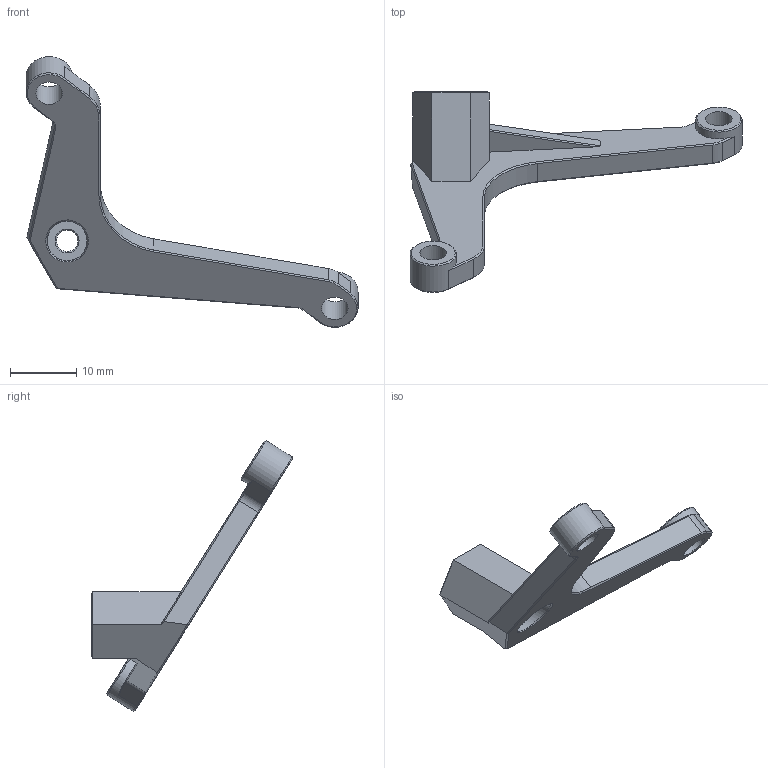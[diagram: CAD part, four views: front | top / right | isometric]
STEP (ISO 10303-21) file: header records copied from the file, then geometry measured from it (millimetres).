
FILE_DESCRIPTION(/* description */ (''),/* implementation_level */ '2;1');
FILE_NAME(/* name */ 'fan-support.step',/* time_stamp */ '2023-01-14T09:44:28+07:00',/* author */ (''),/* organization */ (''),/* preprocessor_version */ 'ST-DEVELOPER v19.2',/* originating_system */ 'Autodesk Translation Framework v11.17.0.187',/* authorisation */ '');
FILE_SCHEMA (('AUTOMOTIVE_DESIGN { 1 0 10303 214 3 1 1 }'));
Length unit declared in the file: millimetre
Products named in the file (1): Fan Support
Bounding box: 50 x 30.29 x 40.77 mm (x, y, z)
Volume: 2878.6 mm3; surface area: 2569.8 mm2
Topology: 1 solids, 1 shells, 89 faces, 214 edges, 129 vertices
Faces by surface type: plane 62, cone 15, cylinder 11, bspline 1
Full cylindrical faces by diameter (mm): 3.2 x1, 4 x2, 6 x1, 7 x2
Entity records: 2879 total; most frequent: CARTESIAN_POINT 754, DIRECTION 429, ORIENTED_EDGE 428, EDGE_CURVE 214, LINE 165, VECTOR 165, AXIS2_PLACEMENT_3D 132, VERTEX_POINT 129
